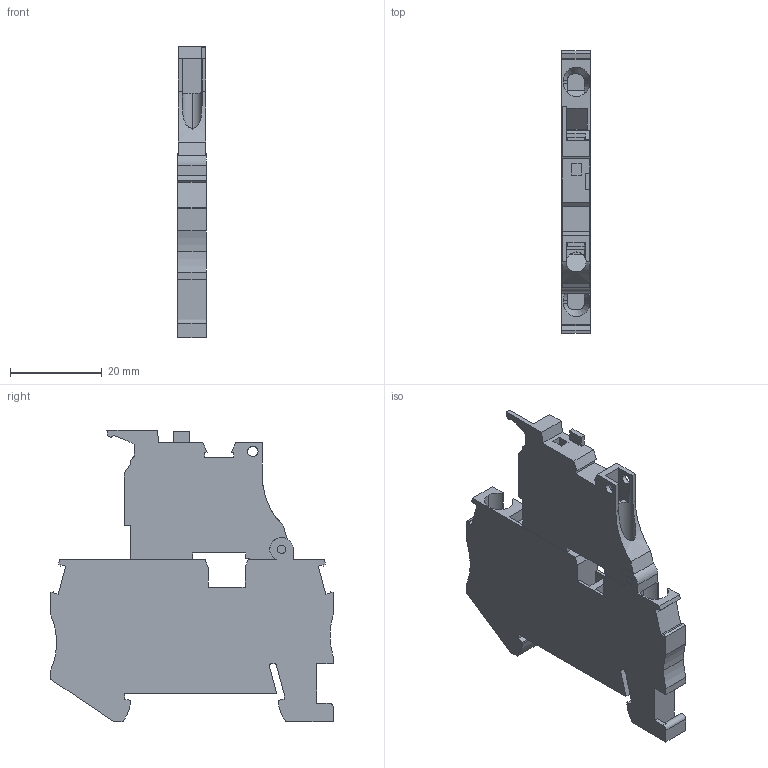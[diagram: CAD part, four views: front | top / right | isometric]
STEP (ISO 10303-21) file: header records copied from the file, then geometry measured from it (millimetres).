
FILE_DESCRIPTION(('STEP AP214'),'1');
FILE_NAME('cctmp_883CF894-0142-480E-BFB0-382A5EA9B1B5_2023_07_24_21_33_55_0803..stp','2023-07-24T19:33:56',('SIEMENS A&D'),('CADClick - www.CADClick.com'),'Spatial InterOp 3D postprocessed',' ','unknown authorization');
FILE_SCHEMA(('AUTOMOTIVE_DESIGN'));
Length unit declared in the file: millimetre
Products named in the file (1): 2023_07_24_21_33_55_0788
Bounding box: 6.15 x 61.5 x 63.38 mm (x, y, z)
Volume: 13718.6 mm3; surface area: 8772.3 mm2
Topology: 1 solids, 1 shells, 215 faces, 615 edges, 405 vertices
Faces by surface type: plane 161, cylinder 48, cone 6
Entity records: 9247 total; most frequent: CARTESIAN_POINT 2880, ORIENTED_EDGE 1230, DIRECTION 1133, EDGE_CURVE 615, LINE 483, VECTOR 483, VERTEX_POINT 405, AXIS2_PLACEMENT_3D 325
